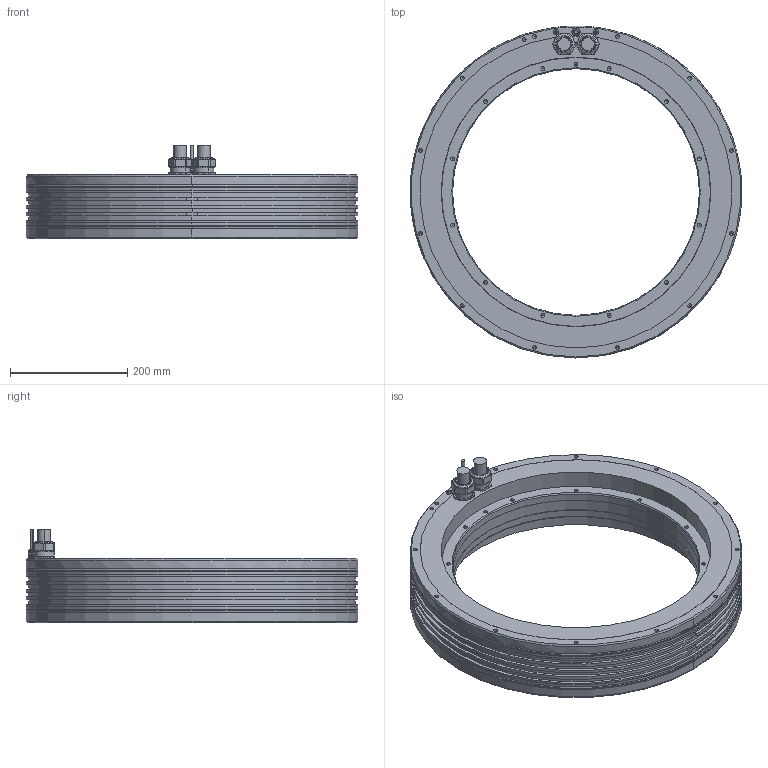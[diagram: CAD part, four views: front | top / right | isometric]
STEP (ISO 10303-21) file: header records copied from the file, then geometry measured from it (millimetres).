
FILE_DESCRIPTION((''),'2;1');
FILE_NAME('PRT0001_1_ASM','2016-08-08T',('ch5533'),(''),'PRO/ENGINEER BY PARAMETRIC TECHNOLOGY CORPORATION, 2014000','PRO/ENGINEER BY PARAMETRIC TECHNOLOGY CORPORATION, 2014000','');
FILE_SCHEMA(('CONFIG_CONTROL_DESIGN'));
Length unit declared in the file: millimetre
Products named in the file (5): BREP_WITH_VOIDS_41956; MANIFOLD_SOLID_BREP_42424; MANIFOLD_SOLID_BREP_42892; MANIFOLD_SOLID_BREP_46995; PRT0001_1_ASM
Assembly tree (4 placements, depth 2):
  PRT0001_1_ASM
    BREP_WITH_VOIDS_41956
    MANIFOLD_SOLID_BREP_42424
    MANIFOLD_SOLID_BREP_42892
    MANIFOLD_SOLID_BREP_46995
Bounding box: 565 x 565 x 159.7 mm (x, y, z)
Volume: 10392463 mm3; surface area: 887341.6 mm2
Topology: 4 solids, 15 shells, 647 faces, 1730 edges, 1087 vertices
Faces by surface type: cylinder 287, cone 164, plane 124, torus 60, revolution 8, sphere 4
Entity records: 24707 total; most frequent: DIRECTION 3875, CARTESIAN_POINT 3731, ORIENTED_EDGE 3248, AXIS2_PLACEMENT_3D 1645, EDGE_CURVE 1624, VERTEX_POINT 1087, CIRCLE 997, EDGE_LOOP 753
